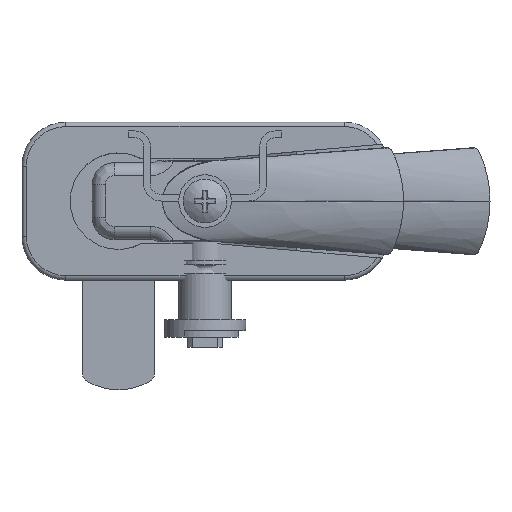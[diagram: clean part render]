
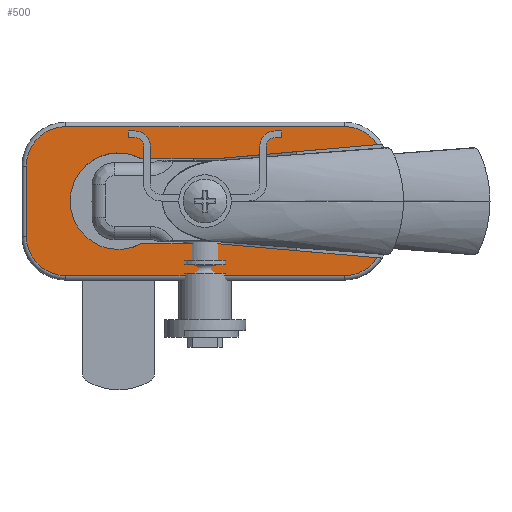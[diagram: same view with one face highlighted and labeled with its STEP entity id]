
A CAD part, top view. The second image highlights one B-rep face of the part: STEP entity #500.
In plain terms, the highlighted planar face has unit normal (0, 0, 1).
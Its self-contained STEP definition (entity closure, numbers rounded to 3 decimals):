
#500 = ADVANCED_FACE( '', ( #931 ), #932, .T. );
#931 = FACE_OUTER_BOUND( '', #1849, .T. );
#932 = PLANE( '', #1850 );
#1849 = EDGE_LOOP( '', ( #5793, #5794, #5795, #5796, #5797, #5798, #5799, #5800, #5801, #5802, #5803, #5804 ) );
#1850 = AXIS2_PLACEMENT_3D( '', #5805, #5806, #5807 );
#5793 = ORIENTED_EDGE( '', *, *, #8391, .F. );
#5794 = ORIENTED_EDGE( '', *, *, #8399, .T. );
#5795 = ORIENTED_EDGE( '', *, *, #8551, .T. );
#5796 = ORIENTED_EDGE( '', *, *, #8401, .T. );
#5797 = ORIENTED_EDGE( '', *, *, #8405, .T. );
#5798 = ORIENTED_EDGE( '', *, *, #8408, .T. );
#5799 = ORIENTED_EDGE( '', *, *, #8410, .T. );
#5800 = ORIENTED_EDGE( '', *, *, #8350, .T. );
#5801 = ORIENTED_EDGE( '', *, *, #8561, .F. );
#5802 = ORIENTED_EDGE( '', *, *, #8381, .F. );
#5803 = ORIENTED_EDGE( '', *, *, #8378, .F. );
#5804 = ORIENTED_EDGE( '', *, *, #8388, .F. );
#5805 = CARTESIAN_POINT( '', ( -31.75, -8., 4. ) );
#5806 = DIRECTION( '', ( 0., 0., 1. ) );
#5807 = DIRECTION( '', ( 0., -1., 0. ) );
#8350 = EDGE_CURVE( '', #9422, #9419, #9423, .T. );
#8378 = EDGE_CURVE( '', #9473, #9475, #9476, .T. );
#8381 = EDGE_CURVE( '', #9475, #9480, #9481, .T. );
#8388 = EDGE_CURVE( '', #9491, #9473, #9493, .T. );
#8391 = EDGE_CURVE( '', #9497, #9491, #9499, .T. );
#8399 = EDGE_CURVE( '', #9497, #9511, #9513, .T. );
#8401 = EDGE_CURVE( '', #9517, #9515, #9518, .T. );
#8405 = EDGE_CURVE( '', #9515, #9523, #9525, .T. );
#8408 = EDGE_CURVE( '', #9523, #9528, #9530, .T. );
#8410 = EDGE_CURVE( '', #9528, #9422, #9532, .T. );
#8551 = EDGE_CURVE( '', #9511, #9517, #9760, .T. );
#8561 = EDGE_CURVE( '', #9480, #9419, #9773, .T. );
#9419 = VERTEX_POINT( '', #11393 );
#9422 = VERTEX_POINT( '', #11405 );
#9423 = CIRCLE( '', #11406, 9. );
#9473 = VERTEX_POINT( '', #11813 );
#9475 = VERTEX_POINT( '', #11816 );
#9476 = CIRCLE( '', #11817, 11. );
#9480 = VERTEX_POINT( '', #11822 );
#9481 = LINE( '', #11823, #11824 );
#9491 = VERTEX_POINT( '', #11839 );
#9493 = LINE( '', #11842, #11843 );
#9497 = VERTEX_POINT( '', #11848 );
#9499 = LINE( '', #11859, #11860 );
#9511 = VERTEX_POINT( '', #11875 );
#9513 = CIRCLE( '', #11877, 9. );
#9515 = VERTEX_POINT( '', #11879 );
#9517 = VERTEX_POINT( '', #11881 );
#9518 = CIRCLE( '', #11882, 9. );
#9523 = VERTEX_POINT( '', #11887 );
#9525 = LINE( '', #11889, #11890 );
#9528 = VERTEX_POINT( '', #11894 );
#9530 = CIRCLE( '', #11896, 9. );
#9532 = LINE( '', #11898, #11899 );
#9760 = LINE( '', #12358, #12359 );
#9773 = LINE( '', #12379, #12380 );
#11393 = CARTESIAN_POINT( '', ( 39.297, -12.903, 4. ) );
#11405 = CARTESIAN_POINT( '', ( 31.75, -17., 4. ) );
#11406 = AXIS2_PLACEMENT_3D( '', #17955, #17956, #17957 );
#11813 = CARTESIAN_POINT( '', ( -14.657, 9.75, 4. ) );
#11816 = CARTESIAN_POINT( '', ( -14.657, -9.75, 4. ) );
#11817 = AXIS2_PLACEMENT_3D( '', #17995, #17996, #17997 );
#11822 = CARTESIAN_POINT( '', ( 3.263, -9.75, 4. ) );
#11823 = CARTESIAN_POINT( '', ( -14.657, -9.75, 4. ) );
#11824 = VECTOR( '', #18002, 1000. );
#11839 = CARTESIAN_POINT( '', ( 3.263, 9.75, 4. ) );
#11842 = CARTESIAN_POINT( '', ( 3.263, 9.75, 4. ) );
#11843 = VECTOR( '', #18009, 1000. );
#11848 = CARTESIAN_POINT( '', ( 39.297, 12.903, 4. ) );
#11859 = CARTESIAN_POINT( '', ( 40.41, 13., 4. ) );
#11860 = VECTOR( '', #18011, 1000. );
#11875 = CARTESIAN_POINT( '', ( 31.75, 17., 4. ) );
#11877 = AXIS2_PLACEMENT_3D( '', #18027, #18028, #18029 );
#11879 = CARTESIAN_POINT( '', ( -40.75, 8., 4. ) );
#11881 = CARTESIAN_POINT( '', ( -31.75, 17., 4. ) );
#11882 = AXIS2_PLACEMENT_3D( '', #18033, #18034, #18035 );
#11887 = CARTESIAN_POINT( '', ( -40.75, -8., 4. ) );
#11889 = CARTESIAN_POINT( '', ( -40.75, -8., 4. ) );
#11890 = VECTOR( '', #18045, 1000. );
#11894 = CARTESIAN_POINT( '', ( -31.75, -17., 4. ) );
#11896 = AXIS2_PLACEMENT_3D( '', #18050, #18051, #18052 );
#11898 = CARTESIAN_POINT( '', ( 31.75, -17., 4. ) );
#11899 = VECTOR( '', #18056, 1000. );
#12358 = CARTESIAN_POINT( '', ( -31.75, 17., 4. ) );
#12359 = VECTOR( '', #18329, 1000. );
#12379 = CARTESIAN_POINT( '', ( 3.263, -9.75, 4. ) );
#12380 = VECTOR( '', #18343, 1000. );
#17955 = CARTESIAN_POINT( '', ( 31.75, -8., 4. ) );
#17956 = DIRECTION( '', ( 0., 0., 1. ) );
#17957 = DIRECTION( '', ( 1., 0., 0. ) );
#17995 = CARTESIAN_POINT( '', ( -19.75, 0., 4. ) );
#17996 = DIRECTION( '', ( 0., 0., 1. ) );
#17997 = DIRECTION( '', ( 1., 0., 0. ) );
#18002 = DIRECTION( '', ( 1., 0., 0. ) );
#18009 = DIRECTION( '', ( -1., 0., 0. ) );
#18011 = DIRECTION( '', ( -0.996, -0.087, 0. ) );
#18027 = CARTESIAN_POINT( '', ( 31.75, 8., 4. ) );
#18028 = DIRECTION( '', ( 0., 0., 1. ) );
#18029 = DIRECTION( '', ( 1., 0., 0. ) );
#18033 = CARTESIAN_POINT( '', ( -31.75, 8., 4. ) );
#18034 = DIRECTION( '', ( 0., 0., 1. ) );
#18035 = DIRECTION( '', ( 1., 0., 0. ) );
#18045 = DIRECTION( '', ( 0., -1., 0. ) );
#18050 = CARTESIAN_POINT( '', ( -31.75, -8., 4. ) );
#18051 = DIRECTION( '', ( 0., 0., 1. ) );
#18052 = DIRECTION( '', ( 1., 0., 0. ) );
#18056 = DIRECTION( '', ( 1., 0., 0. ) );
#18329 = DIRECTION( '', ( -1., 0., 0. ) );
#18343 = DIRECTION( '', ( 0.996, -0.087, 0. ) );
